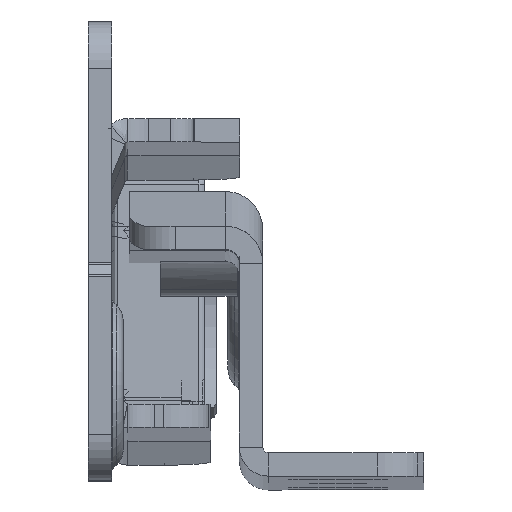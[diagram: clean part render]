
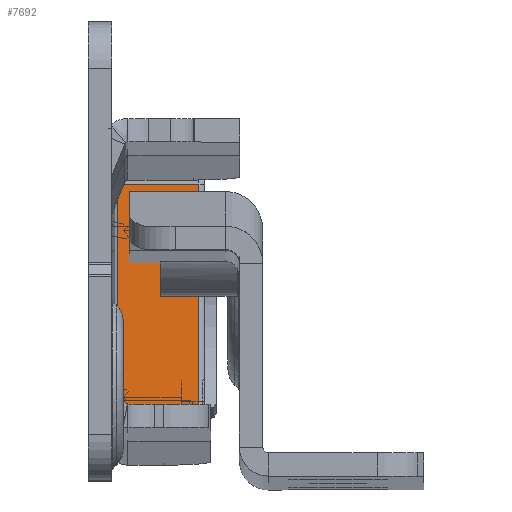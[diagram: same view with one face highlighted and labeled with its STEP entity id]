
A CAD part, top view. The second image highlights one B-rep face of the part: STEP entity #7692.
In plain terms, the highlighted face is planar.
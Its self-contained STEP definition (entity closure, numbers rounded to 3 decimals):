
#339 = VERTEX_POINT ( 'NONE', #2479 ) ;
#385 = DIRECTION ( 'NONE',  ( 0., 0., -1. ) ) ;
#527 = LINE ( 'NONE', #9326, #8001 ) ;
#850 = ORIENTED_EDGE ( 'NONE', *, *, #1893, .T. ) ;
#910 = CARTESIAN_POINT ( 'NONE',  ( 0., -11., 7.5 ) ) ;
#1642 = CARTESIAN_POINT ( 'NONE',  ( 0., -11., 0.5 ) ) ;
#1893 = EDGE_CURVE ( 'NONE', #339, #9399, #7274, .T. ) ;
#2479 = CARTESIAN_POINT ( 'NONE',  ( 0., 11., 7.5 ) ) ;
#3155 = VECTOR ( 'NONE', #7781, 1000. ) ;
#3735 = ORIENTED_EDGE ( 'NONE', *, *, #11597, .T. ) ;
#4040 = VERTEX_POINT ( 'NONE', #910 ) ;
#5402 = ORIENTED_EDGE ( 'NONE', *, *, #9242, .T. ) ;
#5620 = DIRECTION ( 'NONE',  ( 0., 0., 1. ) ) ;
#6169 = VECTOR ( 'NONE', #385, 1000. ) ;
#7274 = LINE ( 'NONE', #9304, #6169 ) ;
#7692 = ADVANCED_FACE ( 'NONE', ( #8729 ), #8477, .T. ) ;
#7781 = DIRECTION ( 'NONE',  ( 0., 1., 0. ) ) ;
#7793 = VECTOR ( 'NONE', #9583, 1000. ) ;
#8001 = VECTOR ( 'NONE', #10481, 1000. ) ;
#8477 = PLANE ( 'NONE',  #11165 ) ;
#8729 = FACE_OUTER_BOUND ( 'NONE', #12364, .T. ) ;
#9242 = EDGE_CURVE ( 'NONE', #9399, #9388, #10564, .T. ) ;
#9304 = CARTESIAN_POINT ( 'NONE',  ( 0., 11., 8. ) ) ;
#9326 = CARTESIAN_POINT ( 'NONE',  ( 0., -11., 8. ) ) ;
#9388 = VERTEX_POINT ( 'NONE', #12166 ) ;
#9399 = VERTEX_POINT ( 'NONE', #11190 ) ;
#9583 = DIRECTION ( 'NONE',  ( 0., -1., 0. ) ) ;
#9675 = CARTESIAN_POINT ( 'NONE',  ( 0., -11., 7.5 ) ) ;
#9927 = ORIENTED_EDGE ( 'NONE', *, *, #10617, .F. ) ;
#10481 = DIRECTION ( 'NONE',  ( 0., 0., -1. ) ) ;
#10564 = LINE ( 'NONE', #1642, #7793 ) ;
#10617 = EDGE_CURVE ( 'NONE', #4040, #9388, #527, .T. ) ;
#11165 = AXIS2_PLACEMENT_3D ( 'NONE', #12678, #11598, #5620 ) ;
#11190 = CARTESIAN_POINT ( 'NONE',  ( 0., 11., 0.5 ) ) ;
#11597 = EDGE_CURVE ( 'NONE', #4040, #339, #11945, .T. ) ;
#11598 = DIRECTION ( 'NONE',  ( -1., 0., 0. ) ) ;
#11945 = LINE ( 'NONE', #9675, #3155 ) ;
#12166 = CARTESIAN_POINT ( 'NONE',  ( 0., -11., 0.5 ) ) ;
#12364 = EDGE_LOOP ( 'NONE', ( #850, #5402, #9927, #3735 ) ) ;
#12678 = CARTESIAN_POINT ( 'NONE',  ( 0., -11., 8. ) ) ;
